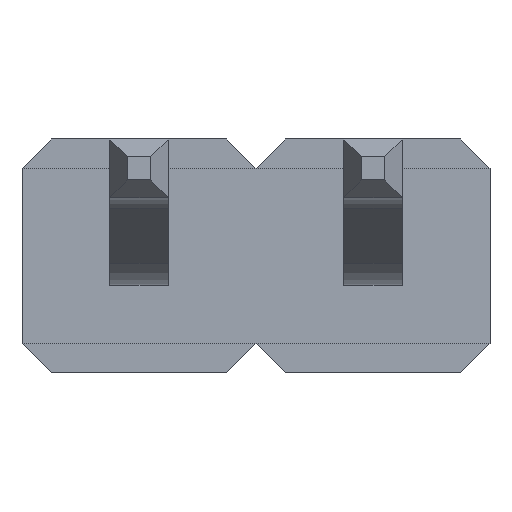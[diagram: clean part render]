
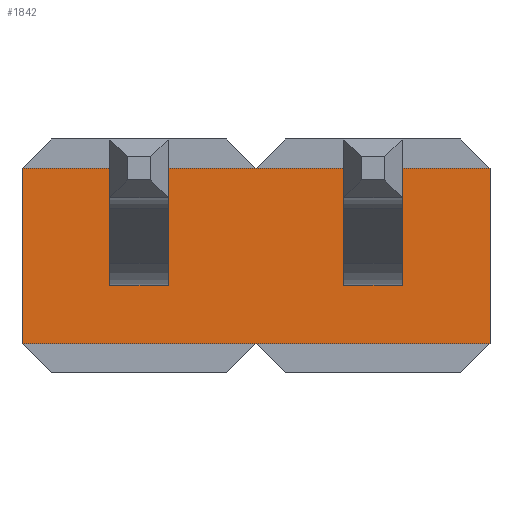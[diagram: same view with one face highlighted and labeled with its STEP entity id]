
A CAD part, front view. The second image highlights one B-rep face of the part: STEP entity #1842.
In plain terms, the highlighted planar face has unit normal (0, -1, 0).
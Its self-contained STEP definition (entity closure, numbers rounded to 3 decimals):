
#140=ORIENTED_EDGE('',*,*,#474,.T.);
#141=ORIENTED_EDGE('',*,*,#475,.T.);
#142=ORIENTED_EDGE('',*,*,#476,.T.);
#143=ORIENTED_EDGE('',*,*,#477,.T.);
#144=ORIENTED_EDGE('',*,*,#478,.T.);
#145=ORIENTED_EDGE('',*,*,#479,.T.);
#146=ORIENTED_EDGE('',*,*,#480,.T.);
#147=ORIENTED_EDGE('',*,*,#481,.T.);
#148=ORIENTED_EDGE('',*,*,#470,.F.);
#149=ORIENTED_EDGE('',*,*,#465,.F.);
#150=ORIENTED_EDGE('',*,*,#458,.F.);
#151=ORIENTED_EDGE('',*,*,#426,.T.);
#152=ORIENTED_EDGE('',*,*,#454,.T.);
#153=ORIENTED_EDGE('',*,*,#473,.T.);
#426=EDGE_CURVE('',#608,#610,#728,.T.);
#454=EDGE_CURVE('',#610,#624,#756,.T.);
#458=EDGE_CURVE('',#608,#632,#760,.T.);
#465=EDGE_CURVE('',#632,#634,#767,.T.);
#470=EDGE_CURVE('',#634,#637,#772,.T.);
#473=EDGE_CURVE('',#624,#637,#775,.T.);
#474=EDGE_CURVE('',#638,#639,#776,.T.);
#475=EDGE_CURVE('',#639,#640,#777,.T.);
#476=EDGE_CURVE('',#640,#641,#778,.T.);
#477=EDGE_CURVE('',#641,#638,#779,.T.);
#478=EDGE_CURVE('',#642,#643,#780,.T.);
#479=EDGE_CURVE('',#643,#644,#781,.T.);
#480=EDGE_CURVE('',#644,#645,#782,.T.);
#481=EDGE_CURVE('',#645,#642,#783,.T.);
#608=VERTEX_POINT('',#2365);
#610=VERTEX_POINT('',#2371);
#624=VERTEX_POINT('',#2407);
#632=VERTEX_POINT('',#2438);
#634=VERTEX_POINT('',#2449);
#637=VERTEX_POINT('',#2458);
#638=VERTEX_POINT('',#2468);
#639=VERTEX_POINT('',#2469);
#640=VERTEX_POINT('',#2471);
#641=VERTEX_POINT('',#2473);
#642=VERTEX_POINT('',#2476);
#643=VERTEX_POINT('',#2477);
#644=VERTEX_POINT('',#2479);
#645=VERTEX_POINT('',#2481);
#728=LINE('',#2372,#898);
#756=LINE('',#2429,#926);
#760=LINE('',#2437,#930);
#767=LINE('',#2450,#937);
#772=LINE('',#2460,#942);
#775=LINE('',#2465,#945);
#776=LINE('',#2467,#946);
#777=LINE('',#2470,#947);
#778=LINE('',#2472,#948);
#779=LINE('',#2474,#949);
#780=LINE('',#2475,#950);
#781=LINE('',#2478,#951);
#782=LINE('',#2480,#952);
#783=LINE('',#2482,#953);
#898=VECTOR('',#2011,1000.);
#926=VECTOR('',#2057,1000.);
#930=VECTOR('',#2067,1000.);
#937=VECTOR('',#2080,1000.);
#942=VECTOR('',#2089,1000.);
#945=VECTOR('',#2096,1000.);
#946=VECTOR('',#2099,1000.);
#947=VECTOR('',#2100,1000.);
#948=VECTOR('',#2101,1000.);
#949=VECTOR('',#2102,1000.);
#950=VECTOR('',#2103,1000.);
#951=VECTOR('',#2104,1000.);
#952=VECTOR('',#2105,1000.);
#953=VECTOR('',#2106,1000.);
#1080=EDGE_LOOP('',(#140,#141,#142,#143));
#1081=EDGE_LOOP('',(#144,#145,#146,#147));
#1082=EDGE_LOOP('',(#148,#149,#150,#151,#152,#153));
#1160=FACE_BOUND('',#1080,.T.);
#1161=FACE_BOUND('',#1081,.T.);
#1162=FACE_BOUND('',#1082,.T.);
#1240=PLANE('',#1923);
#1842=ADVANCED_FACE('',(#1160,#1161,#1162),#1240,.F.);
#1923=AXIS2_PLACEMENT_3D('',#2466,#2097,#2098);
#2011=DIRECTION('',(0.,0.,1.));
#2057=DIRECTION('',(-1.,0.,0.));
#2067=DIRECTION('',(-1.,0.,0.));
#2080=DIRECTION('',(-1.,0.,0.));
#2089=DIRECTION('',(0.,0.,1.));
#2096=DIRECTION('',(-1.,0.,0.));
#2097=DIRECTION('',(0.,1.,0.));
#2098=DIRECTION('',(0.,0.,1.));
#2099=DIRECTION('',(0.,0.,-1.));
#2100=DIRECTION('',(-1.,0.,0.));
#2101=DIRECTION('',(0.,0.,1.));
#2102=DIRECTION('',(1.,0.,0.));
#2103=DIRECTION('',(0.,0.,-1.));
#2104=DIRECTION('',(-1.,0.,0.));
#2105=DIRECTION('',(0.,0.,1.));
#2106=DIRECTION('',(1.,0.,0.));
#2365=CARTESIAN_POINT('',(5.,-1.75,-0.75));
#2371=CARTESIAN_POINT('',(5.,-1.75,0.75));
#2372=CARTESIAN_POINT('',(5.,-1.75,-0.75));
#2407=CARTESIAN_POINT('',(3.,-1.75,0.75));
#2429=CARTESIAN_POINT('',(3.2,-1.75,0.75));
#2437=CARTESIAN_POINT('',(3.2,-1.75,-0.75));
#2438=CARTESIAN_POINT('',(3.,-1.75,-0.75));
#2449=CARTESIAN_POINT('',(1.,-1.75,-0.75));
#2450=CARTESIAN_POINT('',(3.,-1.75,-0.75));
#2458=CARTESIAN_POINT('',(1.,-1.75,0.75));
#2460=CARTESIAN_POINT('',(1.,-1.75,-0.75));
#2465=CARTESIAN_POINT('',(3.,-1.75,0.75));
#2466=CARTESIAN_POINT('',(3.2,-1.75,-0.75));
#2467=CARTESIAN_POINT('',(4.25,-1.75,0.25));
#2468=CARTESIAN_POINT('',(4.25,-1.75,0.25));
#2469=CARTESIAN_POINT('',(4.25,-1.75,-0.25));
#2470=CARTESIAN_POINT('',(3.2,-1.75,-0.25));
#2471=CARTESIAN_POINT('',(3.75,-1.75,-0.25));
#2472=CARTESIAN_POINT('',(3.75,-1.75,-0.25));
#2473=CARTESIAN_POINT('',(3.75,-1.75,0.25));
#2474=CARTESIAN_POINT('',(3.2,-1.75,0.25));
#2475=CARTESIAN_POINT('',(2.25,-1.75,0.25));
#2476=CARTESIAN_POINT('',(2.25,-1.75,0.25));
#2477=CARTESIAN_POINT('',(2.25,-1.75,-0.25));
#2478=CARTESIAN_POINT('',(2.25,-1.75,-0.25));
#2479=CARTESIAN_POINT('',(1.75,-1.75,-0.25));
#2480=CARTESIAN_POINT('',(1.75,-1.75,-0.25));
#2481=CARTESIAN_POINT('',(1.75,-1.75,0.25));
#2482=CARTESIAN_POINT('',(1.75,-1.75,0.25));
